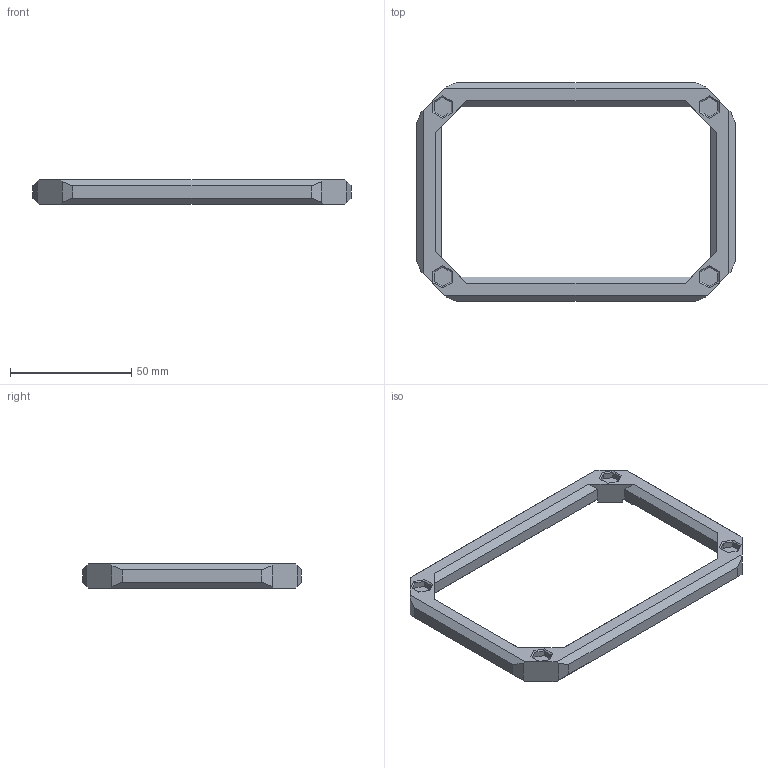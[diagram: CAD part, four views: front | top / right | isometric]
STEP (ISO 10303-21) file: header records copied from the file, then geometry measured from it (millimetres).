
FILE_DESCRIPTION(/* description */ (''),/* implementation_level */ '2;1');
FILE_NAME(/* name */ 'Pixhawk Casing Vibration Mount v4.step',/* time_stamp */ '2023-04-14T12:30:35-04:00',/* author */ (''),/* organization */ (''),/* preprocessor_version */ 'ST-DEVELOPER v19.2',/* originating_system */ 'Autodesk Translation Framework v12.4.0.73',/* authorisation */ '');
FILE_SCHEMA (('AUTOMOTIVE_DESIGN { 1 0 10303 214 3 1 1 }'));
Length unit declared in the file: millimetre
Products named in the file (1): Pixhawk Casing Vibration Mount
Bounding box: 131.2 x 90.2 x 10 mm (x, y, z)
Volume: 32658 mm3; surface area: 13715.6 mm2
Topology: 1 solids, 1 shells, 198 faces, 508 edges, 316 vertices
Faces by surface type: plane 146, cylinder 32, bspline 12, cone 4, torus 4
Entity records: 6261 total; most frequent: CARTESIAN_POINT 1435, ORIENTED_EDGE 1016, DIRECTION 958, EDGE_CURVE 508, LINE 408, VECTOR 408, VERTEX_POINT 316, AXIS2_PLACEMENT_3D 275
